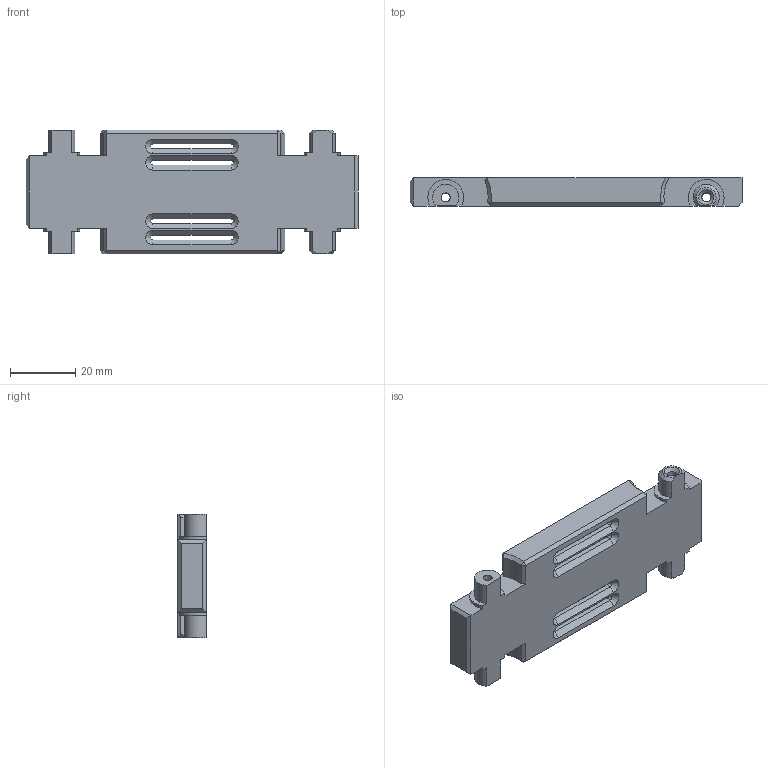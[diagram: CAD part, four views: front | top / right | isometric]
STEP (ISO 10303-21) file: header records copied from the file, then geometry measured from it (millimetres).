
FILE_DESCRIPTION(('FreeCAD Model'),'2;1');
FILE_NAME('tension-carriage-side.step', '2020-11-23T15:32:26',(''),(''),'Open CASCADE STEP processor 7.3', 'FreeCAD','Unknown');
FILE_SCHEMA(('AUTOMOTIVE_DESIGN { 1 0 10303 214 1 1 1 1 }'));
Length unit declared in the file: millimetre
Products named in the file (1): Fusion
Bounding box: 102 x 8.67 x 38 mm (x, y, z)
Volume: 26239.8 mm3; surface area: 11156.1 mm2
Topology: 1 solids, 1 shells, 113 faces, 291 edges, 180 vertices
Faces by surface type: plane 57, cone 30, cylinder 24, bspline 2
Full cylindrical faces by diameter (mm): 2.7 x4
Entity records: 8108 total; most frequent: CARTESIAN_POINT 1602, DIRECTION 1044, ORIENTED_EDGE 582, PCURVE 582, DEFINITIONAL_REPRESENTATION 582, LINE 570, VECTOR 570, EDGE_CURVE 291
